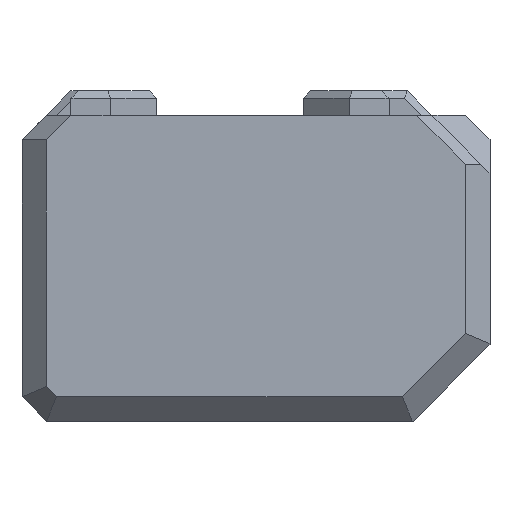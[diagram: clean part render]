
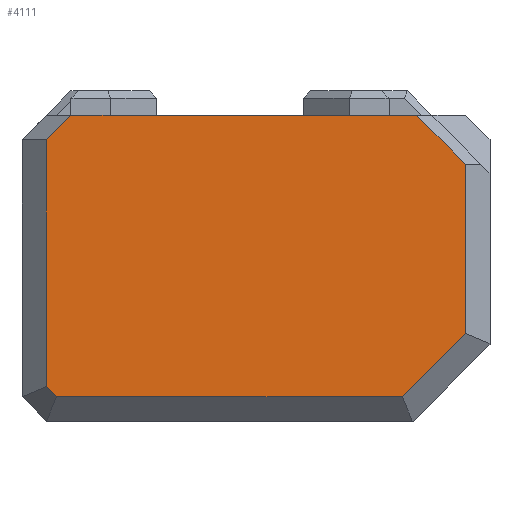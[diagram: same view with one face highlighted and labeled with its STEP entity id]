
A CAD part, front view. The second image highlights one B-rep face of the part: STEP entity #4111.
In plain terms, the highlighted planar face has unit normal (0, -1, 0).
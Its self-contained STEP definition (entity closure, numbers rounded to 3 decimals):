
#228=PLANE('',#4365);
#445=FACE_OUTER_BOUND('',#678,.T.);
#678=EDGE_LOOP('',(#3791,#3792,#3793,#3794,#3795,#3796,#3797,#3798));
#835=LINE('',#5504,#1324);
#1109=LINE('',#6491,#1598);
#1211=LINE('',#6771,#1700);
#1214=LINE('',#6776,#1703);
#1215=LINE('',#6779,#1704);
#1217=LINE('',#6783,#1706);
#1219=LINE('',#6786,#1708);
#1241=LINE('',#6835,#1730);
#1324=VECTOR('',#4470,10.);
#1598=VECTOR('',#4948,10.);
#1700=VECTOR('',#5202,10.);
#1703=VECTOR('',#5207,10.);
#1704=VECTOR('',#5210,10.);
#1706=VECTOR('',#5214,10.);
#1708=VECTOR('',#5218,10.);
#1730=VECTOR('',#5268,10.);
#1813=VERTEX_POINT('',#5501);
#1814=VERTEX_POINT('',#5503);
#2026=VERTEX_POINT('',#6489);
#2103=VERTEX_POINT('',#6768);
#2104=VERTEX_POINT('',#6770);
#2105=VERTEX_POINT('',#6774);
#2106=VERTEX_POINT('',#6778);
#2107=VERTEX_POINT('',#6782);
#2199=EDGE_CURVE('',#1814,#1813,#835,.T.);
#2526=EDGE_CURVE('',#1813,#2026,#1109,.T.);
#2657=EDGE_CURVE('',#2103,#2104,#1211,.T.);
#2660=EDGE_CURVE('',#2104,#2105,#1214,.T.);
#2661=EDGE_CURVE('',#2105,#2106,#1215,.T.);
#2663=EDGE_CURVE('',#2106,#2107,#1217,.T.);
#2665=EDGE_CURVE('',#2107,#2026,#1219,.T.);
#2688=EDGE_CURVE('',#2103,#1814,#1241,.T.);
#3791=ORIENTED_EDGE('',*,*,#2526,.T.);
#3792=ORIENTED_EDGE('',*,*,#2665,.F.);
#3793=ORIENTED_EDGE('',*,*,#2663,.F.);
#3794=ORIENTED_EDGE('',*,*,#2661,.F.);
#3795=ORIENTED_EDGE('',*,*,#2660,.F.);
#3796=ORIENTED_EDGE('',*,*,#2657,.F.);
#3797=ORIENTED_EDGE('',*,*,#2688,.T.);
#3798=ORIENTED_EDGE('',*,*,#2199,.T.);
#4111=ADVANCED_FACE('',(#445),#228,.T.);
#4365=AXIS2_PLACEMENT_3D('',#6836,#5269,#5270);
#4470=DIRECTION('',(-1.,0.,0.));
#4948=DIRECTION('',(-0.707,0.,-0.707));
#5202=DIRECTION('',(0.,0.,-1.));
#5207=DIRECTION('',(-0.707,0.,-0.707));
#5210=DIRECTION('',(-1.,0.,0.));
#5214=DIRECTION('',(-0.707,0.,0.707));
#5218=DIRECTION('',(0.,0.,1.));
#5268=DIRECTION('',(-0.707,0.,0.707));
#5269=DIRECTION('center_axis',(0.,-1.,0.));
#5270=DIRECTION('ref_axis',(0.,0.,-1.));
#5501=CARTESIAN_POINT('',(-14.,0.,0.));
#5503=CARTESIAN_POINT('',(14.25,0.,0.));
#5504=CARTESIAN_POINT('',(0.5,0.,0.));
#6489=CARTESIAN_POINT('',(-16.,0.,-2.));
#6491=CARTESIAN_POINT('',(-10.5,0.,3.5));
#6768=CARTESIAN_POINT('',(18.25,0.,-4.));
#6770=CARTESIAN_POINT('',(18.25,0.,-17.828));
#6771=CARTESIAN_POINT('',(18.25,0.,-6.25));
#6774=CARTESIAN_POINT('',(13.078,0.,-23.));
#6776=CARTESIAN_POINT('',(19.,0.,-17.078));
#6778=CARTESIAN_POINT('',(-15.172,0.,-23.));
#6779=CARTESIAN_POINT('',(0.,0.,-23.));
#6782=CARTESIAN_POINT('',(-16.,0.,-22.172));
#6783=CARTESIAN_POINT('',(-17.336,0.,-20.836));
#6786=CARTESIAN_POINT('',(-16.,0.,-6.25));
#6835=CARTESIAN_POINT('',(11.25,0.,3.));
#6836=CARTESIAN_POINT('Origin',(0.,0.,0.));
